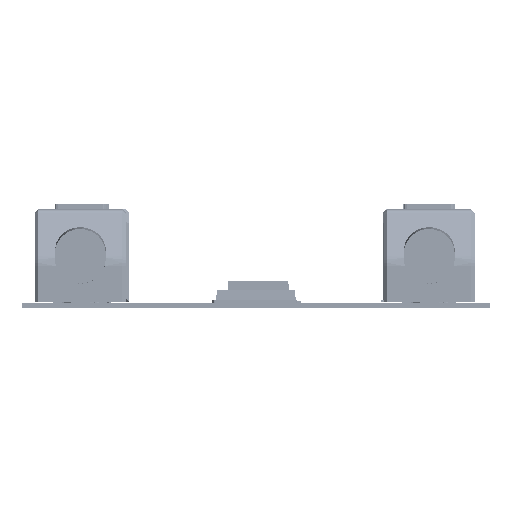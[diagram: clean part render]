
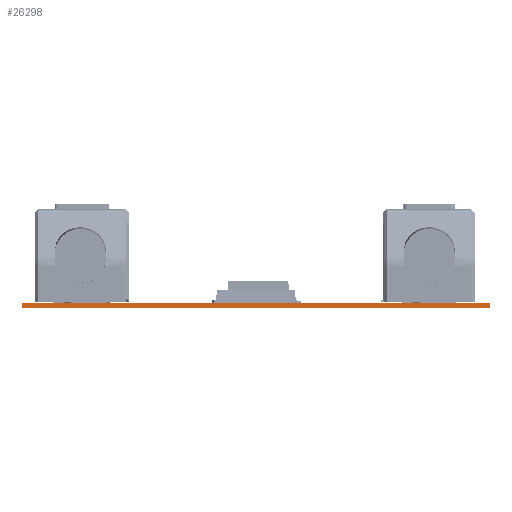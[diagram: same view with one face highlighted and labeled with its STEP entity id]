
A CAD part, left-side view. The second image highlights one B-rep face of the part: STEP entity #26298.
In plain terms, the highlighted planar face has unit normal (-1, 0, 0).
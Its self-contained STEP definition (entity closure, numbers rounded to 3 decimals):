
#1021 = ORIENTED_EDGE ( 'NONE', *, *, #7716, .F. ) ;
#1501 = EDGE_CURVE ( 'NONE', #35395, #24143, #28084, .T. ) ;
#2780 = DIRECTION ( 'NONE',  ( 0., 0., -1. ) ) ;
#2859 = CARTESIAN_POINT ( 'NONE',  ( 0., -9.995, 0.23 ) ) ;
#7716 = EDGE_CURVE ( 'NONE', #15834, #22195, #24034, .T. ) ;
#8758 = DIRECTION ( 'NONE',  ( 0., 0., -1. ) ) ;
#9145 = CARTESIAN_POINT ( 'NONE',  ( 0., -9.995, 0. ) ) ;
#10708 = VECTOR ( 'NONE', #11422, 1000. ) ;
#11422 = DIRECTION ( 'NONE',  ( 0., -1., 0. ) ) ;
#12020 = CARTESIAN_POINT ( 'NONE',  ( 0., -9.995, 0. ) ) ;
#12025 = DIRECTION ( 'NONE',  ( 1., 0., 0. ) ) ;
#15133 = VECTOR ( 'NONE', #23218, 1000. ) ;
#15570 = LINE ( 'NONE', #12020, #15133 ) ;
#15834 = VERTEX_POINT ( 'NONE', #25807 ) ;
#17012 = EDGE_CURVE ( 'NONE', #35395, #15834, #21753, .T. ) ;
#17460 = VECTOR ( 'NONE', #2780, 1000. ) ;
#17547 = EDGE_CURVE ( 'NONE', #24143, #22195, #15570, .T. ) ;
#17579 = PLANE ( 'NONE',  #23261 ) ;
#21753 = LINE ( 'NONE', #2859, #10708 ) ;
#22008 = DIRECTION ( 'NONE',  ( 0., 0., -1. ) ) ;
#22195 = VERTEX_POINT ( 'NONE', #9145 ) ;
#23218 = DIRECTION ( 'NONE',  ( 0., -1., 0. ) ) ;
#23261 = AXIS2_PLACEMENT_3D ( 'NONE', #26174, #12025, #8758 ) ;
#24034 = LINE ( 'NONE', #36702, #17460 ) ;
#24074 = CARTESIAN_POINT ( 'NONE',  ( 0., 9.995, 0. ) ) ;
#24143 = VERTEX_POINT ( 'NONE', #24074 ) ;
#24626 = ORIENTED_EDGE ( 'NONE', *, *, #17012, .F. ) ;
#25807 = CARTESIAN_POINT ( 'NONE',  ( 0., -9.995, 0.23 ) ) ;
#26174 = CARTESIAN_POINT ( 'NONE',  ( 0., -9.995, 0.23 ) ) ;
#26298 = ADVANCED_FACE ( 'NONE', ( #31985 ), #17579, .F. ) ;
#28084 = LINE ( 'NONE', #30923, #30355 ) ;
#30355 = VECTOR ( 'NONE', #22008, 1000. ) ;
#30923 = CARTESIAN_POINT ( 'NONE',  ( 0., 9.995, 0.23 ) ) ;
#31985 = FACE_OUTER_BOUND ( 'NONE', #35469, .T. ) ;
#32485 = ORIENTED_EDGE ( 'NONE', *, *, #17547, .T. ) ;
#34466 = CARTESIAN_POINT ( 'NONE',  ( 0., 9.995, 0.23 ) ) ;
#34516 = ORIENTED_EDGE ( 'NONE', *, *, #1501, .T. ) ;
#35395 = VERTEX_POINT ( 'NONE', #34466 ) ;
#35469 = EDGE_LOOP ( 'NONE', ( #32485, #1021, #24626, #34516 ) ) ;
#36702 = CARTESIAN_POINT ( 'NONE',  ( 0., -9.995, 0.23 ) ) ;
